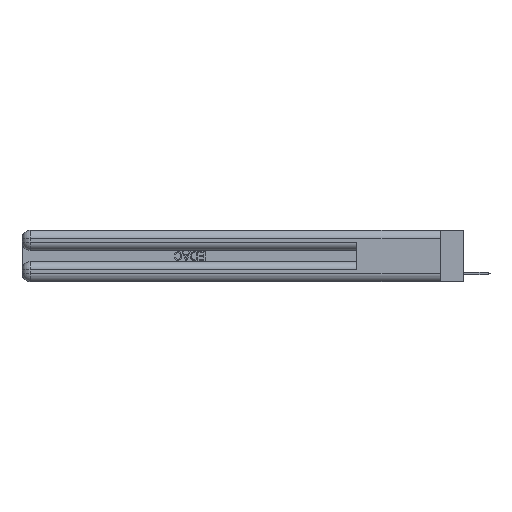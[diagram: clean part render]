
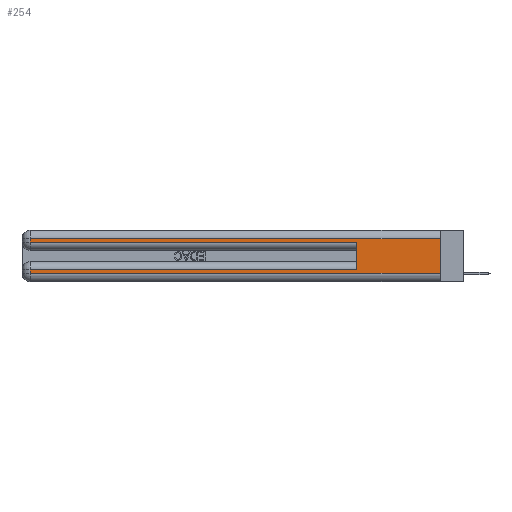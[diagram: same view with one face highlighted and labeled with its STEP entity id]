
A CAD part, left-side view. The second image highlights one B-rep face of the part: STEP entity #254.
In plain terms, the highlighted planar face has unit normal (-1, 0, 0).
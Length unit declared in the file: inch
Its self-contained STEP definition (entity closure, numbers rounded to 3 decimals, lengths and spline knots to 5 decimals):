
#162 = VECTOR ( 'NONE', #11048, 39.37008 ) ;
#254 = ADVANCED_FACE ( 'NONE', ( #22788 ), #747, .F. ) ;
#658 = VECTOR ( 'NONE', #13745, 39.37008 ) ;
#741 = CARTESIAN_POINT ( 'NONE',  ( 0., 2.94, 0.06 ) ) ;
#742 = CARTESIAN_POINT ( 'NONE',  ( 0., 0., 0.285 ) ) ;
#747 = PLANE ( 'NONE',  #5986 ) ;
#853 = VECTOR ( 'NONE', #12379, 39.37008 ) ;
#1582 = EDGE_CURVE ( 'NONE', #20879, #29189, #5964, .T. ) ;
#1604 = VERTEX_POINT ( 'NONE', #5826 ) ;
#1879 = EDGE_CURVE ( 'NONE', #1604, #24598, #30915, .T. ) ;
#3577 = CARTESIAN_POINT ( 'NONE',  ( 0., 2.94, 0.085 ) ) ;
#3641 = CARTESIAN_POINT ( 'NONE',  ( 0., 2.94, 0.285 ) ) ;
#3656 = EDGE_CURVE ( 'NONE', #4439, #26872, #10317, .T. ) ;
#4439 = VERTEX_POINT ( 'NONE', #3577 ) ;
#5129 = VECTOR ( 'NONE', #16268, 39.37008 ) ;
#5274 = ORIENTED_EDGE ( 'NONE', *, *, #8746, .T. ) ;
#5588 = CARTESIAN_POINT ( 'NONE',  ( 0., 0.6, 0.145 ) ) ;
#5826 = CARTESIAN_POINT ( 'NONE',  ( 0., 0., 0.31 ) ) ;
#5964 = LINE ( 'NONE', #5588, #5129 ) ;
#5986 = AXIS2_PLACEMENT_3D ( 'NONE', #27015, #32126, #13871 ) ;
#6959 = CARTESIAN_POINT ( 'NONE',  ( 0., 0., 0.085 ) ) ;
#7501 = CARTESIAN_POINT ( 'NONE',  ( 0., 0.6, 0.285 ) ) ;
#8107 = ORIENTED_EDGE ( 'NONE', *, *, #11371, .T. ) ;
#8528 = EDGE_CURVE ( 'NONE', #32297, #29189, #30169, .T. ) ;
#8746 = EDGE_CURVE ( 'NONE', #20879, #4439, #24871, .T. ) ;
#10135 = CARTESIAN_POINT ( 'NONE',  ( 0., 2.94, 0.37 ) ) ;
#10317 = LINE ( 'NONE', #10135, #16476 ) ;
#11048 = DIRECTION ( 'NONE',  ( 0., 1., 0. ) ) ;
#11154 = CARTESIAN_POINT ( 'NONE',  ( 0., 0., 0.31 ) ) ;
#11371 = EDGE_CURVE ( 'NONE', #24598, #32297, #29580, .T. ) ;
#11404 = VECTOR ( 'NONE', #30049, 39.37008 ) ;
#11458 = ORIENTED_EDGE ( 'NONE', *, *, #1879, .T. ) ;
#11726 = ORIENTED_EDGE ( 'NONE', *, *, #8528, .T. ) ;
#12233 = DIRECTION ( 'NONE',  ( 0., 1., 0. ) ) ;
#12379 = DIRECTION ( 'NONE',  ( 0., 0., -1. ) ) ;
#13745 = DIRECTION ( 'NONE',  ( 0., -1., 0. ) ) ;
#13871 = DIRECTION ( 'NONE',  ( 0., 0., -1. ) ) ;
#14239 = ORIENTED_EDGE ( 'NONE', *, *, #1582, .F. ) ;
#14463 = VECTOR ( 'NONE', #24720, 39.37008 ) ;
#15432 = DIRECTION ( 'NONE',  ( 0., 0., -1. ) ) ;
#16268 = DIRECTION ( 'NONE',  ( 0., 0., 1. ) ) ;
#16476 = VECTOR ( 'NONE', #15432, 39.37008 ) ;
#17090 = ORIENTED_EDGE ( 'NONE', *, *, #18624, .T. ) ;
#18378 = LINE ( 'NONE', #24968, #11404 ) ;
#18555 = CARTESIAN_POINT ( 'NONE',  ( 0., 2.94, 0.31 ) ) ;
#18624 = EDGE_CURVE ( 'NONE', #26872, #24086, #33227, .T. ) ;
#19700 = CARTESIAN_POINT ( 'NONE',  ( 0., 0.6, 0.085 ) ) ;
#19951 = CARTESIAN_POINT ( 'NONE',  ( 0., 2.94, 0.37 ) ) ;
#20879 = VERTEX_POINT ( 'NONE', #19700 ) ;
#20903 = EDGE_CURVE ( 'NONE', #1604, #24086, #18378, .T. ) ;
#21884 = CARTESIAN_POINT ( 'NONE',  ( 0., 0., 0.06 ) ) ;
#22033 = ORIENTED_EDGE ( 'NONE', *, *, #3656, .T. ) ;
#22173 = CARTESIAN_POINT ( 'NONE',  ( 0., 0., 0.06 ) ) ;
#22174 = ORIENTED_EDGE ( 'NONE', *, *, #20903, .F. ) ;
#22788 = FACE_OUTER_BOUND ( 'NONE', #26953, .T. ) ;
#24086 = VERTEX_POINT ( 'NONE', #21884 ) ;
#24598 = VERTEX_POINT ( 'NONE', #18555 ) ;
#24720 = DIRECTION ( 'NONE',  ( 0., -1., 0. ) ) ;
#24871 = LINE ( 'NONE', #6959, #25693 ) ;
#24968 = CARTESIAN_POINT ( 'NONE',  ( 0., 0., 0.37 ) ) ;
#25693 = VECTOR ( 'NONE', #12233, 39.37008 ) ;
#26872 = VERTEX_POINT ( 'NONE', #741 ) ;
#26953 = EDGE_LOOP ( 'NONE', ( #22174, #11458, #8107, #11726, #14239, #5274, #22033, #17090 ) ) ;
#27015 = CARTESIAN_POINT ( 'NONE',  ( 0., 0., 0.37 ) ) ;
#29189 = VERTEX_POINT ( 'NONE', #7501 ) ;
#29580 = LINE ( 'NONE', #19951, #853 ) ;
#30049 = DIRECTION ( 'NONE',  ( 0., 0., -1. ) ) ;
#30169 = LINE ( 'NONE', #742, #658 ) ;
#30915 = LINE ( 'NONE', #11154, #162 ) ;
#32126 = DIRECTION ( 'NONE',  ( 1., 0., 0. ) ) ;
#32297 = VERTEX_POINT ( 'NONE', #3641 ) ;
#33227 = LINE ( 'NONE', #22173, #14463 ) ;
